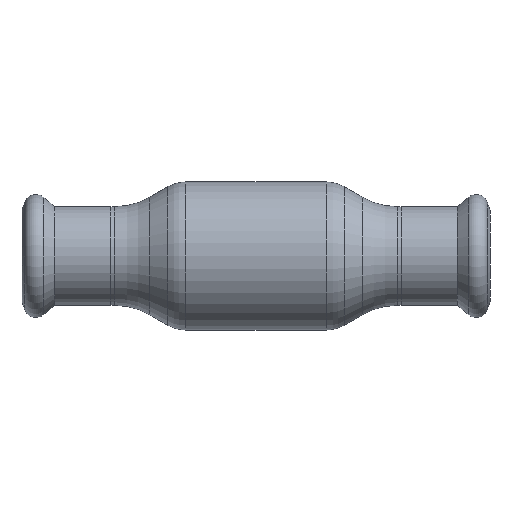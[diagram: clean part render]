
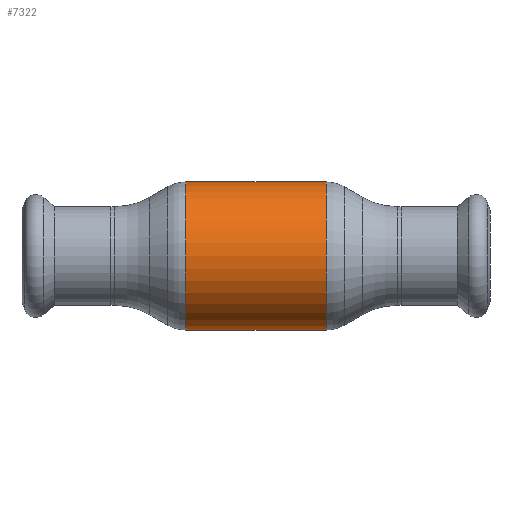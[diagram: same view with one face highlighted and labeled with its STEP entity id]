
A CAD part, front view. The second image highlights one B-rep face of the part: STEP entity #7322.
In plain terms, the highlighted cylindrical face has radius 19 mm (diameter 38 mm), a partial arc.
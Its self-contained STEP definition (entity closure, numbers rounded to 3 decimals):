
#1918 = EDGE_CURVE ( 'NONE', #12231, #50819, #25969, .T. ) ;
#2149 = CIRCLE ( 'NONE', #25808, 19. ) ;
#3414 = CARTESIAN_POINT ( 'NONE',  ( -62.69, 0., 19. ) ) ;
#5061 = CARTESIAN_POINT ( 'NONE',  ( 18.088, 0., -19. ) ) ;
#5144 = EDGE_CURVE ( 'NONE', #26901, #43286, #28065, .T. ) ;
#7322 = ADVANCED_FACE ( 'NONE', ( #40981 ), #58213, .T. ) ;
#10101 = EDGE_CURVE ( 'NONE', #43286, #50819, #2149, .T. ) ;
#10818 = DIRECTION ( 'NONE',  ( 0., 0., 1. ) ) ;
#11087 = CARTESIAN_POINT ( 'NONE',  ( 18.088, 0., 0. ) ) ;
#12231 = VERTEX_POINT ( 'NONE', #57623 ) ;
#12626 = DIRECTION ( 'NONE',  ( -1., 0., 0. ) ) ;
#13040 = CARTESIAN_POINT ( 'NONE',  ( -18.088, 0., -19. ) ) ;
#15094 = AXIS2_PLACEMENT_3D ( 'NONE', #11087, #32469, #10818 ) ;
#16127 = ORIENTED_EDGE ( 'NONE', *, *, #10101, .F. ) ;
#18427 = ORIENTED_EDGE ( 'NONE', *, *, #38970, .T. ) ;
#19455 = DIRECTION ( 'NONE',  ( -1., 0., 0. ) ) ;
#21645 = DIRECTION ( 'NONE',  ( 0., 0., 1. ) ) ;
#22434 = DIRECTION ( 'NONE',  ( 0., 0., 1. ) ) ;
#23663 = AXIS2_PLACEMENT_3D ( 'NONE', #49284, #40698, #21645 ) ;
#25808 = AXIS2_PLACEMENT_3D ( 'NONE', #53342, #12626, #22434 ) ;
#25969 = LINE ( 'NONE', #3414, #55498 ) ;
#26901 = VERTEX_POINT ( 'NONE', #5061 ) ;
#28065 = LINE ( 'NONE', #37286, #38556 ) ;
#32469 = DIRECTION ( 'NONE',  ( -1., 0., 0. ) ) ;
#34173 = EDGE_LOOP ( 'NONE', ( #35047, #18427, #51411, #16127 ) ) ;
#34278 = CARTESIAN_POINT ( 'NONE',  ( -18.088, 0., 19. ) ) ;
#35047 = ORIENTED_EDGE ( 'NONE', *, *, #5144, .F. ) ;
#37286 = CARTESIAN_POINT ( 'NONE',  ( -62.69, 0., -19. ) ) ;
#38556 = VECTOR ( 'NONE', #19455, 1000. ) ;
#38970 = EDGE_CURVE ( 'NONE', #26901, #12231, #44581, .T. ) ;
#40698 = DIRECTION ( 'NONE',  ( -1., 0., 0. ) ) ;
#40981 = FACE_OUTER_BOUND ( 'NONE', #34173, .T. ) ;
#43286 = VERTEX_POINT ( 'NONE', #13040 ) ;
#44581 = CIRCLE ( 'NONE', #15094, 19. ) ;
#46363 = DIRECTION ( 'NONE',  ( -1., 0., 0. ) ) ;
#49284 = CARTESIAN_POINT ( 'NONE',  ( -62.69, 0., 0. ) ) ;
#50819 = VERTEX_POINT ( 'NONE', #34278 ) ;
#51411 = ORIENTED_EDGE ( 'NONE', *, *, #1918, .T. ) ;
#53342 = CARTESIAN_POINT ( 'NONE',  ( -18.088, 0., 0. ) ) ;
#55498 = VECTOR ( 'NONE', #46363, 1000. ) ;
#57623 = CARTESIAN_POINT ( 'NONE',  ( 18.088, 0., 19. ) ) ;
#58213 = CYLINDRICAL_SURFACE ( 'NONE', #23663, 19. ) ;
